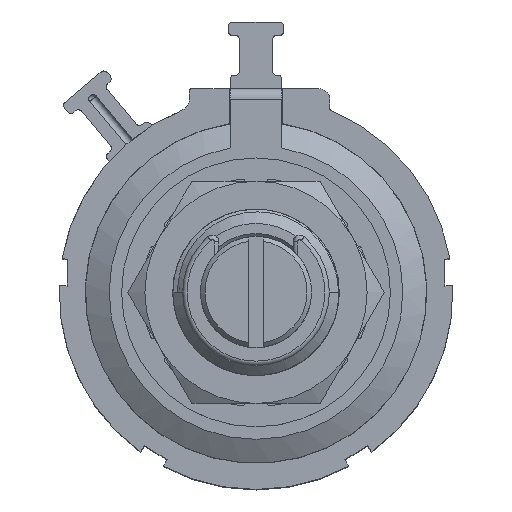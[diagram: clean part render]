
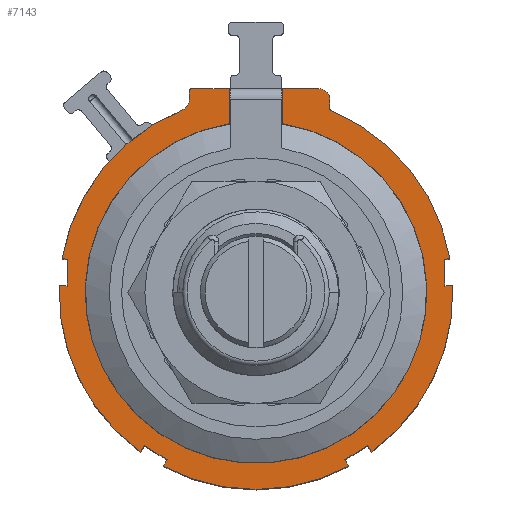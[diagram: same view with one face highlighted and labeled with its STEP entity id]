
A CAD part, top view. The second image highlights one B-rep face of the part: STEP entity #7143.
In plain terms, the highlighted planar face has unit normal (0, 0, 1).
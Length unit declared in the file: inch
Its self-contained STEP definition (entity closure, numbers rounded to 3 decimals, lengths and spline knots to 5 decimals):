
#637=DIRECTION('',(0.,-1.,0.));
#638=VECTOR('',#637,0.07921);
#639=CARTESIAN_POINT('',(-0.06,0.459,0.));
#640=LINE('',#639,#638);
#641=DIRECTION('',(0.,-1.,0.));
#642=VECTOR('',#641,0.07921);
#643=CARTESIAN_POINT('',(0.06,0.459,0.));
#644=LINE('',#643,#642);
#645=DIRECTION('',(-1.,0.,0.));
#646=VECTOR('',#645,0.08108);
#647=CARTESIAN_POINT('',(0.14108,0.459,0.));
#648=LINE('',#647,#646);
#649=CARTESIAN_POINT('',(0.14108,0.434,0.));
#650=DIRECTION('',(0.,0.,1.));
#651=DIRECTION('',(1.,0.,0.));
#652=AXIS2_PLACEMENT_3D('',#649,#650,#651);
#654=DIRECTION('',(0.,1.,0.));
#655=VECTOR('',#654,0.01995);
#656=CARTESIAN_POINT('',(0.16608,0.41405,0.));
#657=LINE('',#656,#655);
#658=CARTESIAN_POINT('',(0.17108,0.41405,0.));
#659=DIRECTION('',(0.,0.,-1.));
#660=DIRECTION('',(-0.382,-0.924,0.));
#661=AXIS2_PLACEMENT_3D('',#658,#659,#660);
#663=CARTESIAN_POINT('',(0.,0.,0.));
#664=DIRECTION('',(0.,0.,1.));
#665=DIRECTION('',(0.985,0.172,0.));
#666=AXIS2_PLACEMENT_3D('',#663,#664,#665);
#668=DIRECTION('',(0.995,0.105,0.));
#669=VECTOR('',#668,0.01149);
#670=CARTESIAN_POINT('',(0.425,0.07483,0.));
#671=LINE('',#670,#669);
#672=DIRECTION('',(0.,1.,0.));
#673=VECTOR('',#672,0.06033);
#674=CARTESIAN_POINT('',(0.425,0.0145,0.));
#675=LINE('',#674,#673);
#676=DIRECTION('',(-0.995,-0.105,0.));
#677=VECTOR('',#676,0.0178);
#678=CARTESIAN_POINT('',(0.4427,0.01636,0.));
#679=LINE('',#678,#677);
#680=CARTESIAN_POINT('',(0.,0.,0.));
#681=DIRECTION('',(0.,0.,1.));
#682=DIRECTION('',(0.586,-0.81,0.));
#683=AXIS2_PLACEMENT_3D('',#680,#681,#682);
#685=DIRECTION('',(0.53,-0.848,0.));
#686=VECTOR('',#685,0.01698);
#687=CARTESIAN_POINT('',(0.25066,-0.34452,0.));
#688=LINE('',#687,#686);
#689=DIRECTION('',(0.848,0.53,0.));
#690=VECTOR('',#689,0.06);
#691=CARTESIAN_POINT('',(0.19977,-0.37632,0.));
#692=LINE('',#691,#690);
#693=DIRECTION('',(-0.53,0.848,0.));
#694=VECTOR('',#693,0.01698);
#695=CARTESIAN_POINT('',(0.20877,-0.39072,0.));
#696=LINE('',#695,#694);
#697=CARTESIAN_POINT('',(0.,0.,0.));
#698=DIRECTION('',(0.,0.,1.));
#699=DIRECTION('',(-0.471,-0.882,0.));
#700=AXIS2_PLACEMENT_3D('',#697,#698,#699);
#702=DIRECTION('',(0.53,0.848,0.));
#703=VECTOR('',#702,0.01698);
#704=CARTESIAN_POINT('',(-0.20877,-0.39072,0.));
#705=LINE('',#704,#703);
#706=DIRECTION('',(-0.848,0.53,0.));
#707=VECTOR('',#706,0.06);
#708=CARTESIAN_POINT('',(-0.19977,-0.37632,0.));
#709=LINE('',#708,#707);
#710=DIRECTION('',(-0.53,-0.848,0.));
#711=VECTOR('',#710,0.01698);
#712=CARTESIAN_POINT('',(-0.25066,-0.34452,0.));
#713=LINE('',#712,#711);
#714=CARTESIAN_POINT('',(0.,0.,0.));
#715=DIRECTION('',(0.,0.,1.));
#716=DIRECTION('',(-0.999,0.037,0.));
#717=AXIS2_PLACEMENT_3D('',#714,#715,#716);
#719=DIRECTION('',(0.995,-0.105,0.));
#720=VECTOR('',#719,0.0178);
#721=CARTESIAN_POINT('',(-0.4427,0.01636,0.));
#722=LINE('',#721,#720);
#723=DIRECTION('',(0.,1.,0.));
#724=VECTOR('',#723,0.06033);
#725=CARTESIAN_POINT('',(-0.425,0.0145,0.));
#726=LINE('',#725,#724);
#727=DIRECTION('',(-0.995,0.105,0.));
#728=VECTOR('',#727,0.01149);
#729=CARTESIAN_POINT('',(-0.425,0.07483,0.));
#730=LINE('',#729,#728);
#731=CARTESIAN_POINT('',(0.,0.,0.));
#732=DIRECTION('',(0.,0.,1.));
#733=DIRECTION('',(-0.374,0.927,0.));
#734=AXIS2_PLACEMENT_3D('',#731,#732,#733);
#736=CARTESIAN_POINT('',(-0.175,0.43405,0.));
#737=DIRECTION('',(0.,0.,-1.));
#738=DIRECTION('',(1.,0.,0.));
#739=AXIS2_PLACEMENT_3D('',#736,#737,#738);
#741=DIRECTION('',(0.,-1.,0.));
#742=VECTOR('',#741,0.01995);
#743=CARTESIAN_POINT('',(-0.15,0.454,0.));
#744=LINE('',#743,#742);
#745=CARTESIAN_POINT('',(-0.145,0.454,0.));
#746=DIRECTION('',(0.,0.,1.));
#747=DIRECTION('',(0.,1.,0.));
#748=AXIS2_PLACEMENT_3D('',#745,#746,#747);
#750=DIRECTION('',(-1.,0.,0.));
#751=VECTOR('',#750,0.085);
#752=CARTESIAN_POINT('',(-0.06,0.459,0.));
#753=LINE('',#752,#751);
#783=CARTESIAN_POINT('',(0.,0.,0.));
#784=DIRECTION('',(0.,0.,-1.));
#785=DIRECTION('',(0.156,0.988,0.));
#786=AXIS2_PLACEMENT_3D('',#783,#784,#785);
#5313=CARTESIAN_POINT('',(-0.145,0.459,0.));
#5314=CARTESIAN_POINT('',(-0.15,0.454,0.));
#5315=VERTEX_POINT('',#5313);
#5316=VERTEX_POINT('',#5314);
#5317=CARTESIAN_POINT('',(-0.15,0.43405,0.));
#5318=VERTEX_POINT('',#5317);
#5319=CARTESIAN_POINT('',(-0.16565,0.41086,0.));
#5320=VERTEX_POINT('',#5319);
#5321=CARTESIAN_POINT('',(0.16917,0.40943,0.));
#5322=CARTESIAN_POINT('',(0.16608,0.41405,0.));
#5323=VERTEX_POINT('',#5321);
#5324=VERTEX_POINT('',#5322);
#5325=CARTESIAN_POINT('',(0.16608,0.434,0.));
#5326=VERTEX_POINT('',#5325);
#5327=CARTESIAN_POINT('',(0.14108,0.459,0.));
#5328=VERTEX_POINT('',#5327);
#5345=CARTESIAN_POINT('',(-0.4427,0.01636,0.));
#5346=CARTESIAN_POINT('',(-0.425,0.0145,0.));
#5347=VERTEX_POINT('',#5345);
#5348=VERTEX_POINT('',#5346);
#5349=CARTESIAN_POINT('',(-0.425,0.07483,0.));
#5350=VERTEX_POINT('',#5349);
#5351=CARTESIAN_POINT('',(-0.43643,0.07604,0.));
#5352=VERTEX_POINT('',#5351);
#5353=CARTESIAN_POINT('',(-0.20877,-0.39072,0.));
#5354=CARTESIAN_POINT('',(-0.19977,-0.37632,0.));
#5355=VERTEX_POINT('',#5353);
#5356=VERTEX_POINT('',#5354);
#5357=CARTESIAN_POINT('',(-0.25066,-0.34452,0.));
#5358=VERTEX_POINT('',#5357);
#5359=CARTESIAN_POINT('',(-0.25966,-0.35893,0.));
#5360=VERTEX_POINT('',#5359);
#5377=CARTESIAN_POINT('',(0.4427,0.01636,0.));
#5378=CARTESIAN_POINT('',(0.425,0.0145,0.));
#5379=VERTEX_POINT('',#5377);
#5380=VERTEX_POINT('',#5378);
#5381=CARTESIAN_POINT('',(0.425,0.07483,0.));
#5382=VERTEX_POINT('',#5381);
#5383=CARTESIAN_POINT('',(0.43643,0.07604,0.));
#5384=VERTEX_POINT('',#5383);
#5385=CARTESIAN_POINT('',(0.20877,-0.39072,0.));
#5386=CARTESIAN_POINT('',(0.19977,-0.37632,0.));
#5387=VERTEX_POINT('',#5385);
#5388=VERTEX_POINT('',#5386);
#5389=CARTESIAN_POINT('',(0.25066,-0.34452,0.));
#5390=VERTEX_POINT('',#5389);
#5391=CARTESIAN_POINT('',(0.25966,-0.35893,0.));
#5392=VERTEX_POINT('',#5391);
#5421=CARTESIAN_POINT('',(-0.06,0.459,0.));
#5422=CARTESIAN_POINT('',(-0.06,0.37979,0.));
#5423=VERTEX_POINT('',#5421);
#5424=VERTEX_POINT('',#5422);
#5425=CARTESIAN_POINT('',(0.06,0.459,0.));
#5426=CARTESIAN_POINT('',(0.06,0.37979,0.));
#5427=VERTEX_POINT('',#5425);
#5428=VERTEX_POINT('',#5426);
#7084=CARTESIAN_POINT('',(0.,0.,0.));
#7085=DIRECTION('',(0.,0.,1.));
#7086=DIRECTION('',(1.,0.,0.));
#7087=AXIS2_PLACEMENT_3D('',#7084,#7085,#7086);
#7088=PLANE('',#7087);
#7090=ORIENTED_EDGE('',*,*,#7089,.T.);
#7092=ORIENTED_EDGE('',*,*,#7091,.F.);
#7094=ORIENTED_EDGE('',*,*,#7093,.F.);
#7095=ORIENTED_EDGE('',*,*,#6657,.F.);
#7096=ORIENTED_EDGE('',*,*,#7075,.F.);
#7098=ORIENTED_EDGE('',*,*,#7097,.F.);
#7100=ORIENTED_EDGE('',*,*,#7099,.F.);
#7102=ORIENTED_EDGE('',*,*,#7101,.F.);
#7104=ORIENTED_EDGE('',*,*,#7103,.F.);
#7106=ORIENTED_EDGE('',*,*,#7105,.F.);
#7108=ORIENTED_EDGE('',*,*,#7107,.F.);
#7110=ORIENTED_EDGE('',*,*,#7109,.F.);
#7112=ORIENTED_EDGE('',*,*,#7111,.F.);
#7114=ORIENTED_EDGE('',*,*,#7113,.F.);
#7116=ORIENTED_EDGE('',*,*,#7115,.F.);
#7118=ORIENTED_EDGE('',*,*,#7117,.F.);
#7120=ORIENTED_EDGE('',*,*,#7119,.T.);
#7122=ORIENTED_EDGE('',*,*,#7121,.T.);
#7124=ORIENTED_EDGE('',*,*,#7123,.T.);
#7126=ORIENTED_EDGE('',*,*,#7125,.F.);
#7128=ORIENTED_EDGE('',*,*,#7127,.T.);
#7130=ORIENTED_EDGE('',*,*,#7129,.T.);
#7132=ORIENTED_EDGE('',*,*,#7131,.T.);
#7133=ORIENTED_EDGE('',*,*,#6508,.F.);
#7135=ORIENTED_EDGE('',*,*,#7134,.F.);
#7137=ORIENTED_EDGE('',*,*,#7136,.F.);
#7139=ORIENTED_EDGE('',*,*,#7138,.F.);
#7140=ORIENTED_EDGE('',*,*,#6669,.F.);
#7141=EDGE_LOOP('',(#7090,#7092,#7094,#7095,#7096,#7098,#7100,#7102,#7104,#7106,
#7108,#7110,#7112,#7114,#7116,#7118,#7120,#7122,#7124,#7126,#7128,#7130,#7132,
#7133,#7135,#7137,#7139,#7140));
#7142=FACE_OUTER_BOUND('',#7141,.F.);
#7143=ADVANCED_FACE('',(#7142),#7088,.T.);
#653=CIRCLE('',#652,0.025);
#662=CIRCLE('',#661,0.005);
#667=CIRCLE('',#666,0.443);
#684=CIRCLE('',#683,0.443);
#701=CIRCLE('',#700,0.443);
#718=CIRCLE('',#717,0.443);
#735=CIRCLE('',#734,0.443);
#740=CIRCLE('',#739,0.025);
#749=CIRCLE('',#748,0.005);
#787=CIRCLE('',#786,0.3845);
#6508=EDGE_CURVE('',#5320,#5352,#735,.T.);
#6657=EDGE_CURVE('',#5328,#5427,#648,.T.);
#6669=EDGE_CURVE('',#5423,#5315,#753,.T.);
#7075=EDGE_CURVE('',#5326,#5328,#653,.T.);
#7089=EDGE_CURVE('',#5423,#5424,#640,.T.);
#7091=EDGE_CURVE('',#5428,#5424,#787,.T.);
#7093=EDGE_CURVE('',#5427,#5428,#644,.T.);
#7097=EDGE_CURVE('',#5324,#5326,#657,.T.);
#7099=EDGE_CURVE('',#5323,#5324,#662,.T.);
#7101=EDGE_CURVE('',#5384,#5323,#667,.T.);
#7103=EDGE_CURVE('',#5382,#5384,#671,.T.);
#7105=EDGE_CURVE('',#5380,#5382,#675,.T.);
#7107=EDGE_CURVE('',#5379,#5380,#679,.T.);
#7109=EDGE_CURVE('',#5392,#5379,#684,.T.);
#7111=EDGE_CURVE('',#5390,#5392,#688,.T.);
#7113=EDGE_CURVE('',#5388,#5390,#692,.T.);
#7115=EDGE_CURVE('',#5387,#5388,#696,.T.);
#7117=EDGE_CURVE('',#5355,#5387,#701,.T.);
#7119=EDGE_CURVE('',#5355,#5356,#705,.T.);
#7121=EDGE_CURVE('',#5356,#5358,#709,.T.);
#7123=EDGE_CURVE('',#5358,#5360,#713,.T.);
#7125=EDGE_CURVE('',#5347,#5360,#718,.T.);
#7127=EDGE_CURVE('',#5347,#5348,#722,.T.);
#7129=EDGE_CURVE('',#5348,#5350,#726,.T.);
#7131=EDGE_CURVE('',#5350,#5352,#730,.T.);
#7134=EDGE_CURVE('',#5318,#5320,#740,.T.);
#7136=EDGE_CURVE('',#5316,#5318,#744,.T.);
#7138=EDGE_CURVE('',#5315,#5316,#749,.T.);
